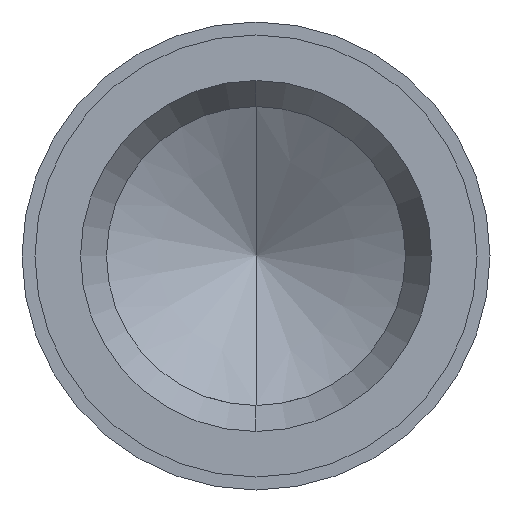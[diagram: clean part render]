
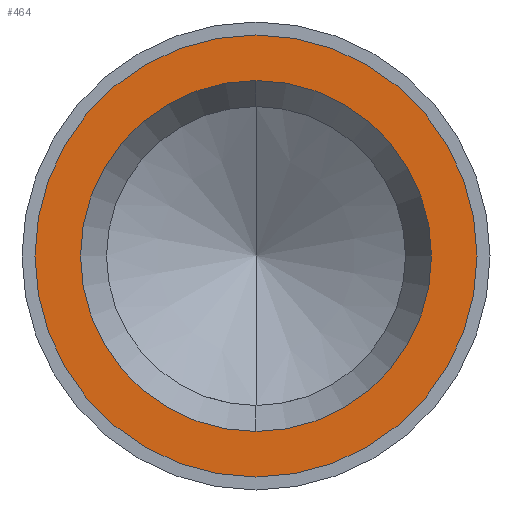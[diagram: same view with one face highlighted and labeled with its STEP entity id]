
A CAD part, left-side view. The second image highlights one B-rep face of the part: STEP entity #464.
In plain terms, the highlighted planar face has unit normal (-1, 0, 0).
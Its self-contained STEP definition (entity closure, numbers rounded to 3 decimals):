
#2=CARTESIAN_POINT('',(0.,0.,0.));
#3=DIRECTION('',(1.,0.,0.));
#4=DIRECTION('',(0.,0.,1.));
#5=AXIS2_PLACEMENT_3D('',#2,#3,#4);
#7=CARTESIAN_POINT('',(0.,0.,0.));
#8=DIRECTION('',(-1.,0.,0.));
#9=DIRECTION('',(0.,0.,1.));
#10=AXIS2_PLACEMENT_3D('',#7,#8,#9);
#12=CARTESIAN_POINT('',(0.,0.,0.));
#13=DIRECTION('',(-1.,0.,0.));
#14=DIRECTION('',(0.,0.,1.));
#15=AXIS2_PLACEMENT_3D('',#12,#13,#14);
#25=CARTESIAN_POINT('',(0.,0.,0.));
#26=DIRECTION('',(1.,0.,0.));
#27=DIRECTION('',(0.,0.,1.));
#28=AXIS2_PLACEMENT_3D('',#25,#26,#27);
#374=CARTESIAN_POINT('',(0.,0.,8.5));
#376=VERTEX_POINT('',#374);
#404=CARTESIAN_POINT('',(0.,0.,6.75));
#405=VERTEX_POINT('',#404);
#406=CARTESIAN_POINT('',(0.,0.,-8.5));
#408=VERTEX_POINT('',#406);
#431=CARTESIAN_POINT('',(0.,0.,-6.75));
#433=VERTEX_POINT('',#431);
#447=CARTESIAN_POINT('',(0.,0.,0.));
#448=DIRECTION('',(-1.,0.,0.));
#449=DIRECTION('',(0.,0.,-1.));
#450=AXIS2_PLACEMENT_3D('',#447,#448,#449);
#451=PLANE('',#450);
#453=ORIENTED_EDGE('',*,*,#452,.F.);
#455=ORIENTED_EDGE('',*,*,#454,.T.);
#456=EDGE_LOOP('',(#453,#455));
#457=FACE_OUTER_BOUND('',#456,.F.);
#459=ORIENTED_EDGE('',*,*,#458,.F.);
#461=ORIENTED_EDGE('',*,*,#460,.T.);
#462=EDGE_LOOP('',(#459,#461));
#463=FACE_BOUND('',#462,.F.);
#464=ADVANCED_FACE('',(#457,#463),#451,.T.);
#6=CIRCLE('',#5,6.75);
#11=CIRCLE('',#10,6.75);
#16=CIRCLE('',#15,8.5);
#29=CIRCLE('',#28,8.5);
#452=EDGE_CURVE('',#376,#408,#16,.T.);
#454=EDGE_CURVE('',#376,#408,#29,.T.);
#458=EDGE_CURVE('',#405,#433,#6,.T.);
#460=EDGE_CURVE('',#405,#433,#11,.T.);
